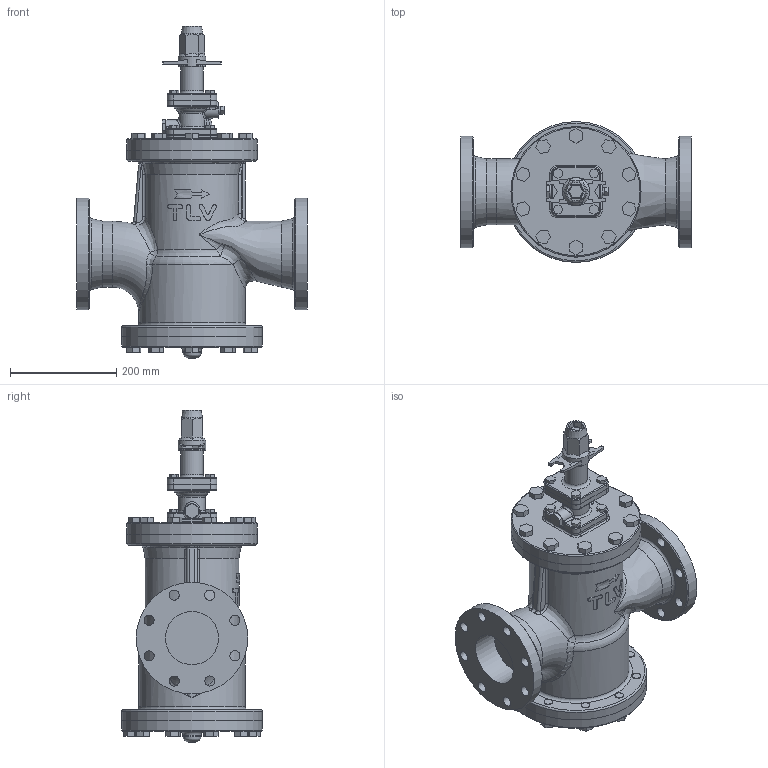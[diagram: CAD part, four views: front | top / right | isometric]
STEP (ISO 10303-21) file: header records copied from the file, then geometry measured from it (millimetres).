
FILE_DESCRIPTION(/* description */ (''),/* implementation_level */ '2;1');
FILE_NAME(/* name */ 'csr16-100-jis10-00.stp',/* time_stamp */ '2017-07-10T15:33:24+09:00',/* author */ ('nakaot'),/* organization */ (''),/* preprocessor_version */ 'ST-DEVELOPER v15.6',/* originating_system */ 'Autodesk Inventor 2015',/* authorisation */ '');
FILE_SCHEMA (('CONFIG_CONTROL_DESIGN'));
Length unit declared in the file: millimetre
Products named in the file (1): csr16-100-jis10-00
Bounding box: 434 x 265 x 624.9 mm (x, y, z)
Volume: 17078672.2 mm3; surface area: 945988.5 mm2
Topology: 1 solids, 7 shells, 775 faces, 1882 edges, 1210 vertices
Faces by surface type: plane 389, cylinder 212, bspline 94, torus 49, cone 20, sphere 11
Full cylindrical faces by diameter (mm): 8.376 x4, 10 x12, 12 x8, 14.376 x2, 16 x40, 16.2 x1, 18 x20, 19 x16, 34 x1, 42 x1, 50 x2, 52 x1, 80 x1, 100 x2, 124 x1, 160 x1, 200 x1, 210 x2, 245 x2, 265 x2
Entity records: 27132 total; most frequent: CARTESIAN_POINT 10054, DIRECTION 3391, ORIENTED_EDGE 3330, EDGE_CURVE 1665, AXIS2_PLACEMENT_3D 1274, VERTEX_POINT 1141, EDGE_LOOP 1100, LINE 843
